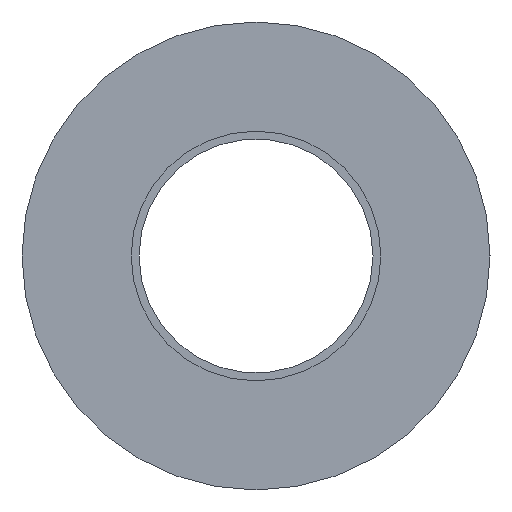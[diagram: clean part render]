
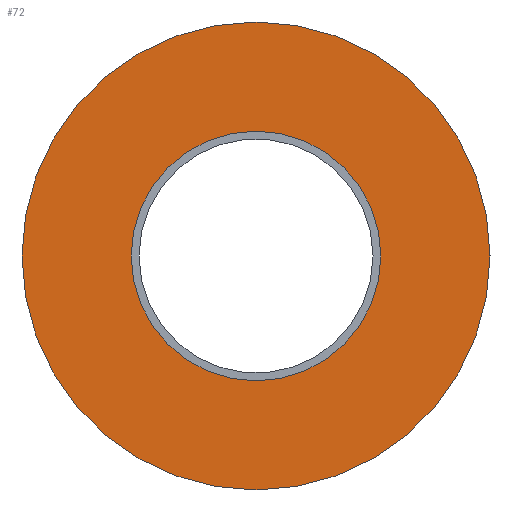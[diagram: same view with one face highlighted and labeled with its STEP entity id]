
A CAD part, left-side view. The second image highlights one B-rep face of the part: STEP entity #72.
In plain terms, the highlighted planar face has unit normal (-1, 0, 0).
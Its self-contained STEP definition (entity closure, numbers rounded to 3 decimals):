
#66 = EDGE_CURVE( '', #94, #138, #162, .T. );
#72 = ADVANCED_FACE( '', ( #168, #169 ), #170, .T. );
#74 = EDGE_CURVE( '', #82, #134, #172, .T. );
#80 = EDGE_CURVE( '', #134, #82, #180, .T. );
#82 = VERTEX_POINT( '', #182 );
#94 = VERTEX_POINT( '', #195 );
#122 = EDGE_CURVE( '', #138, #94, #227, .T. );
#134 = VERTEX_POINT( '', #242 );
#138 = VERTEX_POINT( '', #246 );
#162 = CIRCLE( '', #262, 1.6 );
#168 = FACE_BOUND( '', #268, .T. );
#169 = FACE_OUTER_BOUND( '', #269, .T. );
#170 = PLANE( '', #270 );
#172 = CIRCLE( '', #273, 3. );
#180 = CIRCLE( '', #284, 3. );
#182 = CARTESIAN_POINT( '', ( 0., 3., 0. ) );
#195 = CARTESIAN_POINT( '', ( 0., 1.6, 0. ) );
#227 = CIRCLE( '', #344, 1.6 );
#242 = CARTESIAN_POINT( '', ( 0., -3., 0. ) );
#246 = CARTESIAN_POINT( '', ( 0., -1.6, 0. ) );
#262 = AXIS2_PLACEMENT_3D( '', #376, #377, #378 );
#268 = EDGE_LOOP( '', ( #380, #381 ) );
#269 = EDGE_LOOP( '', ( #382, #383 ) );
#270 = AXIS2_PLACEMENT_3D( '', #384, #385, #386 );
#273 = AXIS2_PLACEMENT_3D( '', #387, #388, #389 );
#284 = AXIS2_PLACEMENT_3D( '', #399, #400, #401 );
#344 = AXIS2_PLACEMENT_3D( '', #462, #463, #464 );
#376 = CARTESIAN_POINT( '', ( 0., 0., 0. ) );
#377 = DIRECTION( '', ( -1., 0., 0. ) );
#378 = DIRECTION( '', ( 0., 1., 0. ) );
#380 = ORIENTED_EDGE( '', *, *, #66, .F. );
#381 = ORIENTED_EDGE( '', *, *, #122, .F. );
#382 = ORIENTED_EDGE( '', *, *, #74, .T. );
#383 = ORIENTED_EDGE( '', *, *, #80, .T. );
#384 = CARTESIAN_POINT( '', ( 0., 2.3, 0. ) );
#385 = DIRECTION( '', ( -1., 0., 0. ) );
#386 = DIRECTION( '', ( 0., 1., 0. ) );
#387 = CARTESIAN_POINT( '', ( 0., 0., 0. ) );
#388 = DIRECTION( '', ( -1., 0., 0. ) );
#389 = DIRECTION( '', ( 0., 1., 0. ) );
#399 = CARTESIAN_POINT( '', ( 0., 0., 0. ) );
#400 = DIRECTION( '', ( -1., 0., 0. ) );
#401 = DIRECTION( '', ( 0., 1., 0. ) );
#462 = CARTESIAN_POINT( '', ( 0., 0., 0. ) );
#463 = DIRECTION( '', ( -1., 0., 0. ) );
#464 = DIRECTION( '', ( 0., 1., 0. ) );
